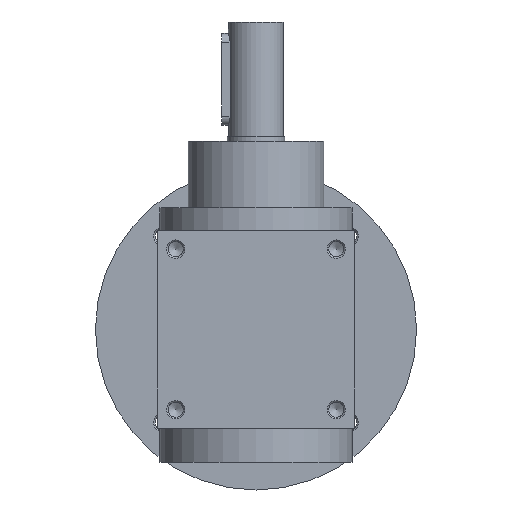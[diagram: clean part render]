
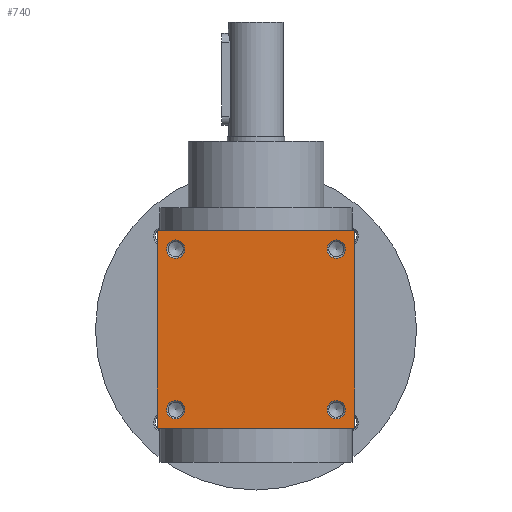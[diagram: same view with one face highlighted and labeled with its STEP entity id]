
A CAD part, left-side view. The second image highlights one B-rep face of the part: STEP entity #740.
In plain terms, the highlighted face is planar.
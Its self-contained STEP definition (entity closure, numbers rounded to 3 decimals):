
#740 = ADVANCED_FACE( '', ( #1638, #1639, #1640, #1641, #1642 ), #1643, .F. );
#1638 = FACE_BOUND( '', #2623, .T. );
#1639 = FACE_BOUND( '', #2624, .T. );
#1640 = FACE_BOUND( '', #2625, .T. );
#1641 = FACE_BOUND( '', #2626, .T. );
#1642 = FACE_OUTER_BOUND( '', #2627, .T. );
#1643 = PLANE( '', #2628 );
#2623 = EDGE_LOOP( '', ( #4404 ) );
#2624 = EDGE_LOOP( '', ( #4405 ) );
#2625 = EDGE_LOOP( '', ( #4406 ) );
#2626 = EDGE_LOOP( '', ( #4407 ) );
#2627 = EDGE_LOOP( '', ( #4408, #4409, #4410, #4411 ) );
#2628 = AXIS2_PLACEMENT_3D( '', #4412, #4413, #4414 );
#4404 = ORIENTED_EDGE( '', *, *, #5198, .F. );
#4405 = ORIENTED_EDGE( '', *, *, #5013, .T. );
#4406 = ORIENTED_EDGE( '', *, *, #5381, .F. );
#4407 = ORIENTED_EDGE( '', *, *, #5543, .T. );
#4408 = ORIENTED_EDGE( '', *, *, #5554, .F. );
#4409 = ORIENTED_EDGE( '', *, *, #5455, .F. );
#4410 = ORIENTED_EDGE( '', *, *, #5482, .F. );
#4411 = ORIENTED_EDGE( '', *, *, #5320, .F. );
#4412 = CARTESIAN_POINT( '', ( 0., 0., -43. ) );
#4413 = DIRECTION( '', ( 0., 0., 1. ) );
#4414 = DIRECTION( '', ( 1., 0., 0. ) );
#5013 = EDGE_CURVE( '', #5873, #5873, #5874, .T. );
#5198 = EDGE_CURVE( '', #6163, #6163, #6164, .T. );
#5320 = EDGE_CURVE( '', #6345, #6346, #6347, .T. );
#5381 = EDGE_CURVE( '', #6438, #6438, #6439, .T. );
#5455 = EDGE_CURVE( '', #6536, #6537, #6538, .T. );
#5482 = EDGE_CURVE( '', #6346, #6536, #6573, .T. );
#5543 = EDGE_CURVE( '', #6647, #6647, #6648, .T. );
#5554 = EDGE_CURVE( '', #6537, #6345, #6660, .T. );
#5873 = VERTEX_POINT( '', #7033 );
#5874 = CIRCLE( '', #7034, 4. );
#6163 = VERTEX_POINT( '', #7418 );
#6164 = CIRCLE( '', #7419, 4. );
#6345 = VERTEX_POINT( '', #7646 );
#6346 = VERTEX_POINT( '', #7647 );
#6347 = LINE( '', #7648, #7649 );
#6438 = VERTEX_POINT( '', #7758 );
#6439 = CIRCLE( '', #7759, 4. );
#6536 = VERTEX_POINT( '', #7909 );
#6537 = VERTEX_POINT( '', #7910 );
#6538 = LINE( '', #7911, #7912 );
#6573 = LINE( '', #7957, #7958 );
#6647 = VERTEX_POINT( '', #8048 );
#6648 = CIRCLE( '', #8049, 4. );
#6660 = LINE( '', #8064, #8065 );
#7033 = CARTESIAN_POINT( '', ( 39., 35., -43. ) );
#7034 = AXIS2_PLACEMENT_3D( '', #8365, #8366, #8367 );
#7418 = CARTESIAN_POINT( '', ( -39., 35., -43. ) );
#7419 = AXIS2_PLACEMENT_3D( '', #8634, #8635, #8636 );
#7646 = CARTESIAN_POINT( '', ( -43., -43., -43. ) );
#7647 = CARTESIAN_POINT( '', ( 43., -43., -43. ) );
#7648 = CARTESIAN_POINT( '', ( -43., -43., -43. ) );
#7649 = VECTOR( '', #8794, 1000. );
#7758 = CARTESIAN_POINT( '', ( -39., -35., -43. ) );
#7759 = AXIS2_PLACEMENT_3D( '', #8882, #8883, #8884 );
#7909 = CARTESIAN_POINT( '', ( 43., 43., -43. ) );
#7910 = CARTESIAN_POINT( '', ( -43., 43., -43. ) );
#7911 = CARTESIAN_POINT( '', ( 43., 43., -43. ) );
#7912 = VECTOR( '', #8974, 1000. );
#7957 = CARTESIAN_POINT( '', ( 43., -43., -43. ) );
#7958 = VECTOR( '', #9006, 1000. );
#8048 = CARTESIAN_POINT( '', ( 39., -35., -43. ) );
#8049 = AXIS2_PLACEMENT_3D( '', #9068, #9069, #9070 );
#8064 = CARTESIAN_POINT( '', ( -43., 43., -43. ) );
#8065 = VECTOR( '', #9080, 1000. );
#8365 = CARTESIAN_POINT( '', ( 35., 35., -43. ) );
#8366 = DIRECTION( '', ( 0., 0., 1. ) );
#8367 = DIRECTION( '', ( 1., 0., 0. ) );
#8634 = CARTESIAN_POINT( '', ( -35., 35., -43. ) );
#8635 = DIRECTION( '', ( 0., 0., -1. ) );
#8636 = DIRECTION( '', ( -1., 0., 0. ) );
#8794 = DIRECTION( '', ( 1., 0., 0. ) );
#8882 = CARTESIAN_POINT( '', ( -35., -35., -43. ) );
#8883 = DIRECTION( '', ( 0., 0., -1. ) );
#8884 = DIRECTION( '', ( -1., 0., 0. ) );
#8974 = DIRECTION( '', ( -1., 0., 0. ) );
#9006 = DIRECTION( '', ( 0., 1., 0. ) );
#9068 = CARTESIAN_POINT( '', ( 35., -35., -43. ) );
#9069 = DIRECTION( '', ( 0., 0., 1. ) );
#9070 = DIRECTION( '', ( 1., 0., 0. ) );
#9080 = DIRECTION( '', ( 0., -1., 0. ) );
